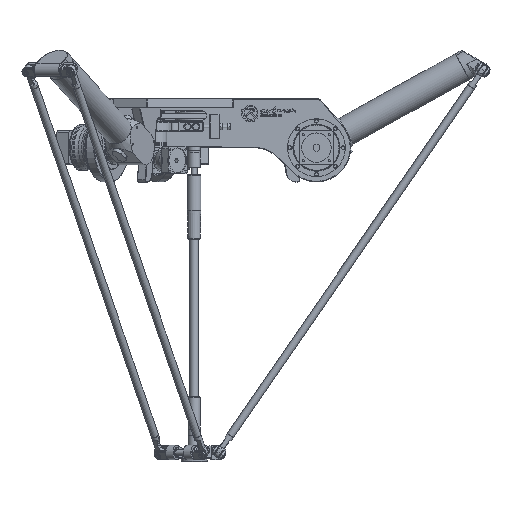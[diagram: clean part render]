
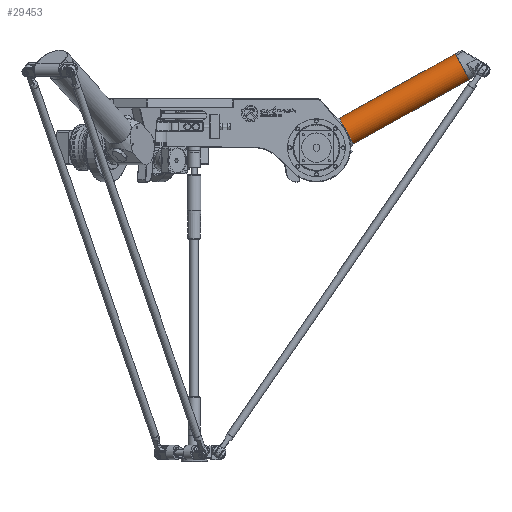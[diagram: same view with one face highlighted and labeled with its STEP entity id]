
A CAD part, front view. The second image highlights one B-rep face of the part: STEP entity #29453.
In plain terms, the highlighted cylindrical face has radius 30 mm (diameter 60 mm), a full revolution.
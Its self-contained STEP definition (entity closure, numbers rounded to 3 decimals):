
#1003=FACE_BOUND('',#6579,.T.);
#4217=FACE_OUTER_BOUND('',#6578,.T.);
#6578=EDGE_LOOP('',(#26774));
#6579=EDGE_LOOP('',(#26775,#26776));
#12742=CIRCLE('',#32615,30.);
#12776=CIRCLE('',#32683,30.);
#12777=CIRCLE('',#32684,30.);
#15348=VERTEX_POINT('',#57503);
#15382=VERTEX_POINT('',#57609);
#15383=VERTEX_POINT('',#57610);
#19180=EDGE_CURVE('',#15348,#15348,#12742,.T.);
#19218=EDGE_CURVE('',#15382,#15383,#12776,.T.);
#19219=EDGE_CURVE('',#15383,#15382,#12777,.T.);
#26774=ORIENTED_EDGE('',*,*,#19180,.T.);
#26775=ORIENTED_EDGE('',*,*,#19218,.T.);
#26776=ORIENTED_EDGE('',*,*,#19219,.T.);
#27732=CYLINDRICAL_SURFACE('',#32682,30.);
#29453=ADVANCED_FACE('',(#4217,#1003),#27732,.T.);
#32615=AXIS2_PLACEMENT_3D('',#57504,#40857,#40858);
#32682=AXIS2_PLACEMENT_3D('',#57608,#40995,#40996);
#32683=AXIS2_PLACEMENT_3D('',#57611,#40997,#40998);
#32684=AXIS2_PLACEMENT_3D('',#57612,#40999,#41000);
#40857=DIRECTION('center_axis',(0.,0.,-1.));
#40858=DIRECTION('ref_axis',(-1.,0.,0.));
#40995=DIRECTION('center_axis',(0.,0.,1.));
#40996=DIRECTION('ref_axis',(-1.,0.,0.));
#40997=DIRECTION('center_axis',(0.,0.,1.));
#40998=DIRECTION('ref_axis',(-1.,0.,0.));
#40999=DIRECTION('center_axis',(0.,0.,1.));
#41000=DIRECTION('ref_axis',(-1.,0.,0.));
#57503=CARTESIAN_POINT('',(0.,-30.,201.069));
#57504=CARTESIAN_POINT('Origin',(0.,0.,201.069));
#57608=CARTESIAN_POINT('Origin',(0.,0.,0.));
#57609=CARTESIAN_POINT('',(-30.,0.,-70.));
#57610=CARTESIAN_POINT('',(30.,0.,-70.));
#57611=CARTESIAN_POINT('Origin',(0.,0.,-70.));
#57612=CARTESIAN_POINT('Origin',(0.,0.,-70.));
